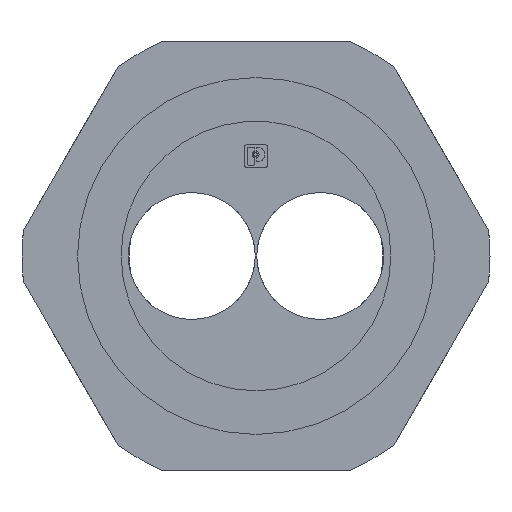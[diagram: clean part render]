
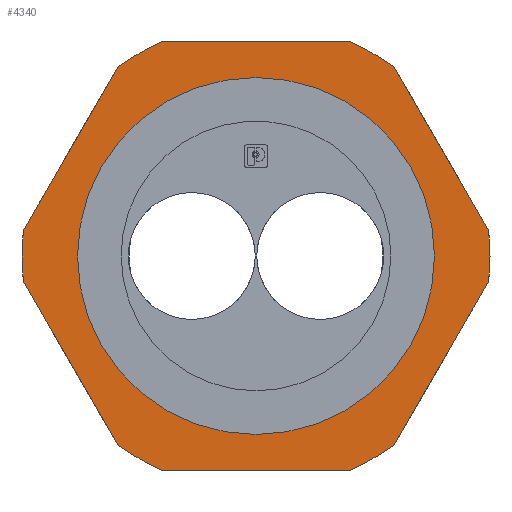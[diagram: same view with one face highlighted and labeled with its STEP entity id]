
A CAD part, front view. The second image highlights one B-rep face of the part: STEP entity #4340.
In plain terms, the highlighted face is planar.
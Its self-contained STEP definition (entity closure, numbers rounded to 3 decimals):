
#3350=CARTESIAN_POINT('',(0.,0.,14.));
#3360=DIRECTION('',(0.,0.,1.));
#3370=DIRECTION('',(1.,0.,0.));
#3380=AXIS2_PLACEMENT_3D('',#3350,#3360,#3370);
#3390=PLANE('',#3380);
#3400=CARTESIAN_POINT('',(11.691,-6.75,14.));
#3410=DIRECTION('',(0.5,0.866,0.));
#3420=VECTOR('',#3410,1.);
#3430=LINE('',#3400,#3420);
#3440=CARTESIAN_POINT('',(8.72,-11.896,14.));
#3450=VERTEX_POINT('',#3440);
#3460=CARTESIAN_POINT('',(14.663,-1.604,14.));
#3470=VERTEX_POINT('',#3460);
#3480=EDGE_CURVE('',#3450,#3470,#3430,.T.);
#3490=ORIENTED_EDGE('',*,*,#3480,.T.);
#3500=CARTESIAN_POINT('',(0.,0.,14.));
#3510=DIRECTION('',(0.,0.,-1.));
#3520=DIRECTION('',(-1.,0.,0.));
#3530=AXIS2_PLACEMENT_3D('',#3500,#3510,#3520);
#3540=CIRCLE('',#3530,14.75);
#3550=CARTESIAN_POINT('',(5.942,-13.5,14.));
#3560=VERTEX_POINT('',#3550);
#3570=EDGE_CURVE('',#3450,#3560,#3540,.T.);
#3580=ORIENTED_EDGE('',*,*,#3570,.F.);
#3590=CARTESIAN_POINT('',(0.,-13.5,14.));
#3600=DIRECTION('',(1.,0.,0.));
#3610=VECTOR('',#3600,1.);
#3620=LINE('',#3590,#3610);
#3630=CARTESIAN_POINT('',(-5.942,-13.5,14.));
#3640=VERTEX_POINT('',#3630);
#3650=EDGE_CURVE('',#3640,#3560,#3620,.T.);
#3660=ORIENTED_EDGE('',*,*,#3650,.T.);
#3670=CARTESIAN_POINT('',(-8.72,-11.896,14.));
#3680=VERTEX_POINT('',#3670);
#3690=EDGE_CURVE('',#3640,#3680,#3540,.T.);
#3700=ORIENTED_EDGE('',*,*,#3690,.F.);
#3710=CARTESIAN_POINT('',(-11.691,-6.75,14.));
#3720=DIRECTION('',(0.5,-0.866,0.));
#3730=VECTOR('',#3720,1.);
#3740=LINE('',#3710,#3730);
#3750=CARTESIAN_POINT('',(-14.663,-1.604,14.));
#3760=VERTEX_POINT('',#3750);
#3770=EDGE_CURVE('',#3760,#3680,#3740,.T.);
#3780=ORIENTED_EDGE('',*,*,#3770,.T.);
#3790=CARTESIAN_POINT('',(-14.663,1.604,14.));
#3800=VERTEX_POINT('',#3790);
#3810=EDGE_CURVE('',#3760,#3800,#3540,.T.);
#3820=ORIENTED_EDGE('',*,*,#3810,.F.);
#3830=CARTESIAN_POINT('',(-11.691,6.75,14.));
#3840=DIRECTION('',(-0.5,-0.866,0.));
#3850=VECTOR('',#3840,1.);
#3860=LINE('',#3830,#3850);
#3870=CARTESIAN_POINT('',(-8.72,11.896,14.));
#3880=VERTEX_POINT('',#3870);
#3890=EDGE_CURVE('',#3880,#3800,#3860,.T.);
#3900=ORIENTED_EDGE('',*,*,#3890,.T.);
#3910=CARTESIAN_POINT('',(-5.942,13.5,14.));
#3920=VERTEX_POINT('',#3910);
#3930=EDGE_CURVE('',#3880,#3920,#3540,.T.);
#3940=ORIENTED_EDGE('',*,*,#3930,.F.);
#3950=CARTESIAN_POINT('',(0.,13.5,14.));
#3960=DIRECTION('',(-1.,0.,0.));
#3970=VECTOR('',#3960,1.);
#3980=LINE('',#3950,#3970);
#3990=CARTESIAN_POINT('',(5.942,13.5,14.));
#4000=VERTEX_POINT('',#3990);
#4010=EDGE_CURVE('',#4000,#3920,#3980,.T.);
#4020=ORIENTED_EDGE('',*,*,#4010,.T.);
#4030=CARTESIAN_POINT('',(8.72,11.896,14.));
#4040=VERTEX_POINT('',#4030);
#4050=EDGE_CURVE('',#4000,#4040,#3540,.T.);
#4060=ORIENTED_EDGE('',*,*,#4050,.F.);
#4070=CARTESIAN_POINT('',(11.691,6.75,14.));
#4080=DIRECTION('',(-0.5,0.866,0.));
#4090=VECTOR('',#4080,1.);
#4100=LINE('',#4070,#4090);
#4110=CARTESIAN_POINT('',(14.663,1.604,14.));
#4120=VERTEX_POINT('',#4110);
#4130=EDGE_CURVE('',#4120,#4040,#4100,.T.);
#4140=ORIENTED_EDGE('',*,*,#4130,.T.);
#4150=EDGE_CURVE('',#4120,#3470,#3540,.T.);
#4160=ORIENTED_EDGE('',*,*,#4150,.F.);
#4170=EDGE_LOOP('',(#4160,#4140,#4060,#4020,#3940,#3900,#3820,#3780,
#3700,#3660,#3580,#3490));
#4180=FACE_OUTER_BOUND('',#4170,.T.);
#4190=CARTESIAN_POINT('',(0.,0.,14.));
#4200=DIRECTION('',(0.,0.,-1.));
#4210=DIRECTION('',(-1.,0.,0.));
#4220=AXIS2_PLACEMENT_3D('',#4190,#4200,#4210);
#4230=CIRCLE('',#4220,11.25);
#4240=CARTESIAN_POINT('',(-11.25,0.,14.));
#4250=VERTEX_POINT('',#4240);
#4260=CARTESIAN_POINT('',(11.25,0.,14.));
#4270=VERTEX_POINT('',#4260);
#4280=EDGE_CURVE('',#4250,#4270,#4230,.T.);
#4290=ORIENTED_EDGE('',*,*,#4280,.T.);
#4300=EDGE_CURVE('',#4270,#4250,#4230,.T.);
#4310=ORIENTED_EDGE('',*,*,#4300,.T.);
#4320=EDGE_LOOP('',(#4310,#4290));
#4330=FACE_BOUND('',#4320,.T.);
#4340=ADVANCED_FACE('',(#4180,#4330),#3390,.T.);
